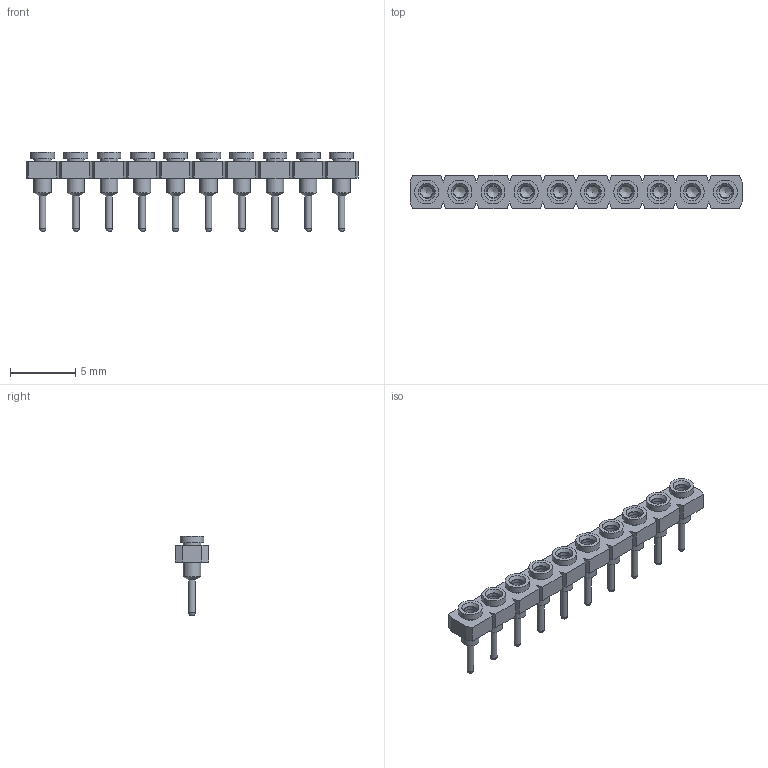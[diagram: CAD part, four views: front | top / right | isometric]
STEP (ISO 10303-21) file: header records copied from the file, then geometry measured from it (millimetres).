
FILE_DESCRIPTION(('FreeCAD Model'),'2;1');
FILE_NAME('Open CASCADE Shape Model','2025-01-11T13:25:45',(''),(''), 'Open CASCADE STEP processor 7.8','FreeCAD','Unknown');
FILE_SCHEMA(('AUTOMOTIVE_DESIGN { 1 0 10303 214 1 1 1 1 }'));
Length unit declared in the file: millimetre
Products named in the file (11): SL-110_socket; SC-4P1_pins045; SC-4P1_pins046; SC-4P1_pins047; SC-4P1_pins048; SC-4P1_pins049; SC-4P1_pins050; SC-4P1_pins051; SC-4P1_pins052; SC-4P1_pins053; SC-4P1_pins065
Bounding box: 25.4 x 2.54 x 6.1 mm (x, y, z)
Volume: 96.1 mm3; surface area: 569.7 mm2
Topology: 11 solids, 11 shells, 234 faces, 516 edges, 334 vertices
Faces by surface type: plane 114, cylinder 70, cone 40, sphere 10
Full cylindrical faces by diameter (mm): 0.508 x10, 0.914 x10, 1.016 x10, 1.321 x30, 1.829 x10
Entity records: 6512 total; most frequent: CARTESIAN_POINT 1225, DIRECTION 1036, ORIENTED_EDGE 992, EDGE_CURVE 496, AXIS2_PLACEMENT_3D 425, VERTEX_POINT 334, FACE_BOUND 304, EDGE_LOOP 304
